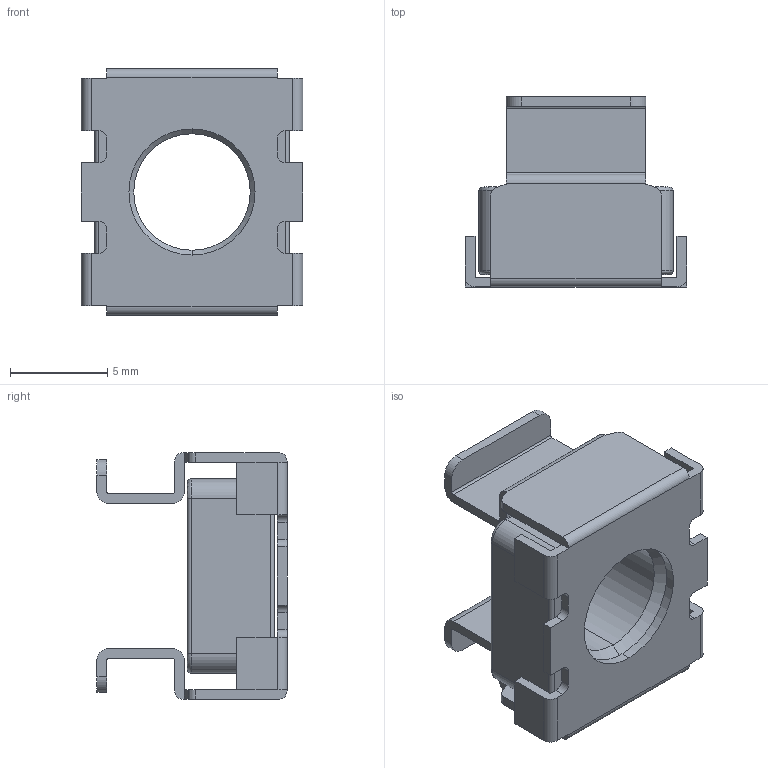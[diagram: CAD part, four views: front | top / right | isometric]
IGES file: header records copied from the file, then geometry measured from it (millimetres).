
Start section: SolidWorks IGES file using analytic representation for surfaces
Global section: file name: 5650.IGS; native system: SolidWorks 2011; preprocessor: SolidWorks 2011; author: martinb; date: 110516.111555; units: millimetre
Bounding box: 11.4 x 9.8 x 12.7 mm (x, y, z)
Volume: 471.6 mm3; surface area: 1094.8 mm2
Topology: 2 solids, 2 shells, 177 faces, 479 edges, 310 vertices
Faces by surface type: plane 87, revolution 60, bspline 30
